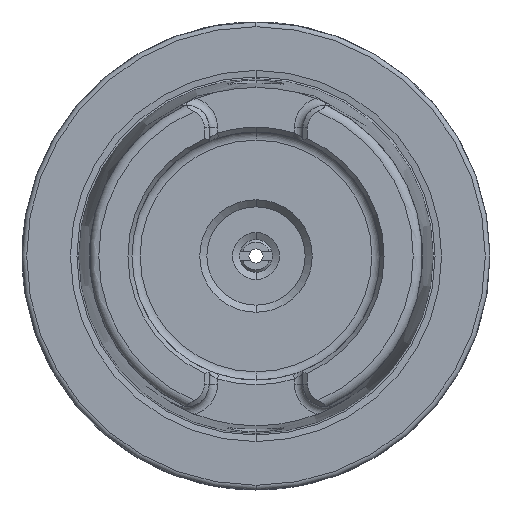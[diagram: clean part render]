
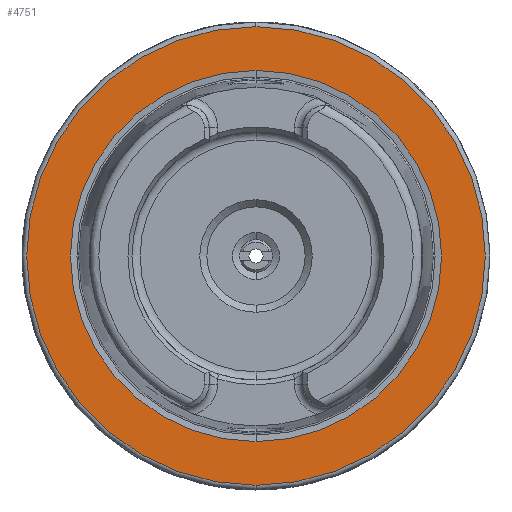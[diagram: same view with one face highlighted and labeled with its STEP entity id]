
A CAD part, left-side view. The second image highlights one B-rep face of the part: STEP entity #4751.
In plain terms, the highlighted planar face has unit normal (-1, 0, 0).
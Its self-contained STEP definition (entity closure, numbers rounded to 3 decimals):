
#203 = DIRECTION ( 'NONE',  ( -1., 0., 0. ) ) ;
#396 = AXIS2_PLACEMENT_3D ( 'NONE', #1451, #6064, #2124 ) ;
#397 = AXIS2_PLACEMENT_3D ( 'NONE', #3443, #8076, #4084 ) ;
#403 = ORIENTED_EDGE ( 'NONE', *, *, #7791, .T. ) ;
#818 = EDGE_LOOP ( 'NONE', ( #5237, #1457 ) ) ;
#881 = CARTESIAN_POINT ( 'NONE',  ( 0.05, 0., 49. ) ) ;
#1373 = DIRECTION ( 'NONE',  ( 1., 0., 0. ) ) ;
#1451 = CARTESIAN_POINT ( 'NONE',  ( 0.05, 0., 0. ) ) ;
#1457 = ORIENTED_EDGE ( 'NONE', *, *, #7304, .F. ) ;
#2124 = DIRECTION ( 'NONE',  ( 0., 0., -1. ) ) ;
#2308 = VERTEX_POINT ( 'NONE', #7609 ) ;
#2581 = CARTESIAN_POINT ( 'NONE',  ( 0.05, 0., 0. ) ) ;
#3239 = DIRECTION ( 'NONE',  ( 0., 0., -1. ) ) ;
#3443 = CARTESIAN_POINT ( 'NONE',  ( 0.05, 0., 0. ) ) ;
#3475 = EDGE_CURVE ( 'NONE', #5957, #2308, #4439, .T. ) ;
#3490 = PLANE ( 'NONE',  #6873 ) ;
#3504 = CIRCLE ( 'NONE', #4208, 39.647 ) ;
#3952 = FACE_BOUND ( 'NONE', #5951, .T. ) ;
#4015 = CIRCLE ( 'NONE', #396, 49. ) ;
#4084 = DIRECTION ( 'NONE',  ( 0., 0., -1. ) ) ;
#4208 = AXIS2_PLACEMENT_3D ( 'NONE', #5291, #1373, #5978 ) ;
#4324 = EDGE_CURVE ( 'NONE', #5666, #6300, #4667, .T. ) ;
#4439 = CIRCLE ( 'NONE', #397, 39.647 ) ;
#4667 = CIRCLE ( 'NONE', #8554, 49. ) ;
#4751 = ADVANCED_FACE ( 'NONE', ( #3952, #7280 ), #3490, .T. ) ;
#4805 = DIRECTION ( 'NONE',  ( 0., 0., 1. ) ) ;
#5237 = ORIENTED_EDGE ( 'NONE', *, *, #4324, .F. ) ;
#5291 = CARTESIAN_POINT ( 'NONE',  ( 0.05, 0., 0. ) ) ;
#5462 = CARTESIAN_POINT ( 'NONE',  ( 0.05, 39.647, 0. ) ) ;
#5631 = ORIENTED_EDGE ( 'NONE', *, *, #3475, .T. ) ;
#5666 = VERTEX_POINT ( 'NONE', #7940 ) ;
#5951 = EDGE_LOOP ( 'NONE', ( #403, #5631 ) ) ;
#5957 = VERTEX_POINT ( 'NONE', #7535 ) ;
#5978 = DIRECTION ( 'NONE',  ( 0., 0., -1. ) ) ;
#6064 = DIRECTION ( 'NONE',  ( 1., 0., 0. ) ) ;
#6300 = VERTEX_POINT ( 'NONE', #881 ) ;
#6873 = AXIS2_PLACEMENT_3D ( 'NONE', #5462, #203, #4805 ) ;
#7191 = DIRECTION ( 'NONE',  ( 1., 0., 0. ) ) ;
#7280 = FACE_OUTER_BOUND ( 'NONE', #818, .T. ) ;
#7304 = EDGE_CURVE ( 'NONE', #6300, #5666, #4015, .T. ) ;
#7535 = CARTESIAN_POINT ( 'NONE',  ( 0.05, 0., -39.647 ) ) ;
#7609 = CARTESIAN_POINT ( 'NONE',  ( 0.05, 0., 39.647 ) ) ;
#7791 = EDGE_CURVE ( 'NONE', #2308, #5957, #3504, .T. ) ;
#7940 = CARTESIAN_POINT ( 'NONE',  ( 0.05, 0., -49. ) ) ;
#8076 = DIRECTION ( 'NONE',  ( 1., 0., 0. ) ) ;
#8554 = AXIS2_PLACEMENT_3D ( 'NONE', #2581, #7191, #3239 ) ;
